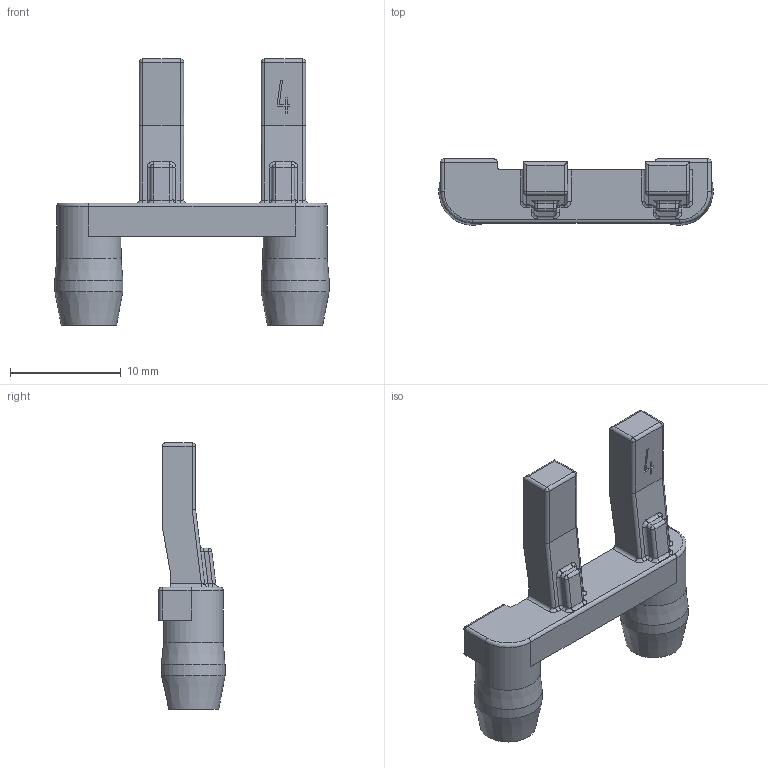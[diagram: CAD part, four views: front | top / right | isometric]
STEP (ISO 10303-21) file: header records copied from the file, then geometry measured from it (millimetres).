
FILE_DESCRIPTION(/* description */ (''),/* implementation_level */ '2;1');
FILE_NAME(/* name */ '100215124ugm000_b.stp',/* time_stamp */ '2016-01-11T12:08:07+01:00',/* author */ (''),/* organization */ (''),/* preprocessor_version */ 'ST-DEVELOPER v15',/* originating_system */ 'SIEMENS PLM Software NX 8.5',/* authorisation */ '');
FILE_SCHEMA (('AUTOMOTIVE_DESIGN { 1 0 10303 214 3 1 1 1 }'));
Length unit declared in the file: millimetre
Products named in the file (1): 100215124ugm000_b
Bounding box: 24.74 x 5.96 x 24 mm (x, y, z)
Volume: 874.1 mm3; surface area: 1218.6 mm2
Topology: 1 solids, 1 shells, 262 faces, 668 edges, 411 vertices
Faces by surface type: plane 151, cylinder 77, sphere 14, bspline 14, cone 4, extrusion 2
Full cylindrical faces by diameter (mm): 0.44 x1, 0.52 x1
Entity records: 8740 total; most frequent: CARTESIAN_POINT 1813, ORIENTED_EDGE 1304, DIRECTION 1253, EDGE_CURVE 652, VECTOR 471, LINE 469, VERTEX_POINT 410, AXIS2_PLACEMENT_3D 391
